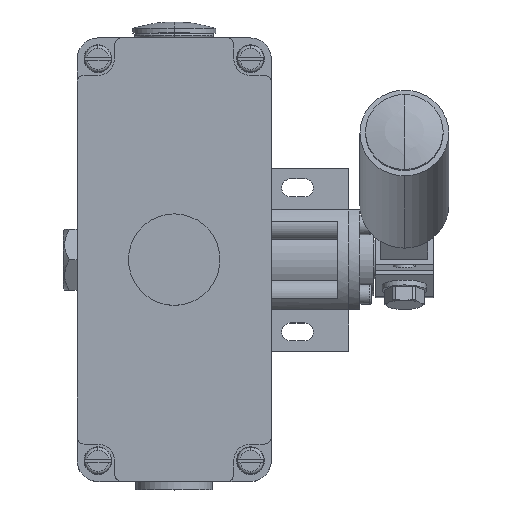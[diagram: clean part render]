
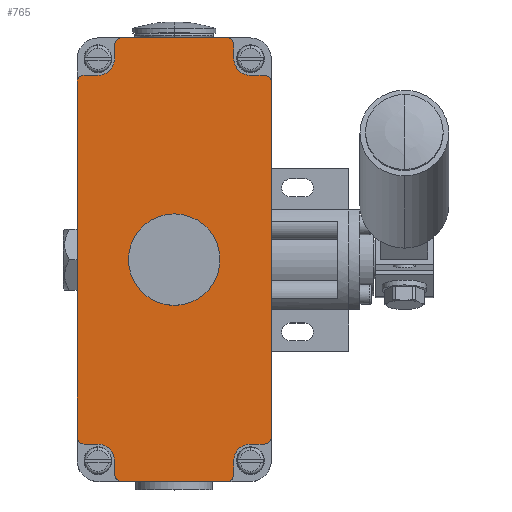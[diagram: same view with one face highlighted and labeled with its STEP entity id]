
A CAD part, top view. The second image highlights one B-rep face of the part: STEP entity #765.
In plain terms, the highlighted planar face has unit normal (0, 0, 1).
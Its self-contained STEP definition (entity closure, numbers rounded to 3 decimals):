
#765=ADVANCED_FACE('',(#1673,#1674),#1675,.T.);
#1673=FACE_OUTER_BOUND('',#2721,.T.);
#1674=FACE_BOUND('',#2722,.T.);
#1675=PLANE('',#2723);
#2721=EDGE_LOOP('',(#4958,#4959,#4960,#4961,#4962,#4963,#4964,#4965,#4966,#4967,#4968,#4969,#4970,#4971,#4972,#4973,#4974,#4975,#4976,#4977,#4978,#4979,#4980,#4981));
#2722=EDGE_LOOP('',(#4982,#4983));
#2723=AXIS2_PLACEMENT_3D('',#4984,#4985,#4986);
#4958=ORIENTED_EDGE('',*,*,#6881,.T.);
#4959=ORIENTED_EDGE('',*,*,#6942,.F.);
#4960=ORIENTED_EDGE('',*,*,#6877,.T.);
#4961=ORIENTED_EDGE('',*,*,#6874,.T.);
#4962=ORIENTED_EDGE('',*,*,#6871,.T.);
#4963=ORIENTED_EDGE('',*,*,#6932,.T.);
#4964=ORIENTED_EDGE('',*,*,#6929,.T.);
#4965=ORIENTED_EDGE('',*,*,#6951,.F.);
#4966=ORIENTED_EDGE('',*,*,#6925,.T.);
#4967=ORIENTED_EDGE('',*,*,#6922,.T.);
#4968=ORIENTED_EDGE('',*,*,#6919,.T.);
#4969=ORIENTED_EDGE('',*,*,#6916,.T.);
#4970=ORIENTED_EDGE('',*,*,#6913,.T.);
#4971=ORIENTED_EDGE('',*,*,#6945,.F.);
#4972=ORIENTED_EDGE('',*,*,#6909,.T.);
#4973=ORIENTED_EDGE('',*,*,#6906,.T.);
#4974=ORIENTED_EDGE('',*,*,#6903,.T.);
#4975=ORIENTED_EDGE('',*,*,#6900,.T.);
#4976=ORIENTED_EDGE('',*,*,#6897,.T.);
#4977=ORIENTED_EDGE('',*,*,#6937,.F.);
#4978=ORIENTED_EDGE('',*,*,#6893,.T.);
#4979=ORIENTED_EDGE('',*,*,#6890,.T.);
#4980=ORIENTED_EDGE('',*,*,#6887,.T.);
#4981=ORIENTED_EDGE('',*,*,#6884,.T.);
#4982=ORIENTED_EDGE('',*,*,#6656,.T.);
#4983=ORIENTED_EDGE('',*,*,#6309,.T.);
#4984=CARTESIAN_POINT('',(40.0,83.0,60.0));
#4985=DIRECTION('',(0.0,0.0,1.0));
#4986=DIRECTION('',(0.0,-1.0,0.0));
#6309=EDGE_CURVE('',#7588,#7585,#7589,.T.);
#6656=EDGE_CURVE('',#7585,#7588,#8093,.T.);
#6871=EDGE_CURVE('',#8415,#8413,#8416,.T.);
#6874=EDGE_CURVE('',#8419,#8415,#8420,.T.);
#6877=EDGE_CURVE('',#8423,#8419,#8424,.T.);
#6881=EDGE_CURVE('',#8429,#8427,#8430,.T.);
#6884=EDGE_CURVE('',#8433,#8429,#8434,.T.);
#6887=EDGE_CURVE('',#8437,#8433,#8438,.T.);
#6890=EDGE_CURVE('',#8441,#8437,#8442,.T.);
#6893=EDGE_CURVE('',#8445,#8441,#8446,.T.);
#6897=EDGE_CURVE('',#8451,#8449,#8452,.T.);
#6900=EDGE_CURVE('',#8455,#8451,#8456,.T.);
#6903=EDGE_CURVE('',#8459,#8455,#8460,.T.);
#6906=EDGE_CURVE('',#8463,#8459,#8464,.T.);
#6909=EDGE_CURVE('',#8467,#8463,#8468,.T.);
#6913=EDGE_CURVE('',#8473,#8471,#8474,.T.);
#6916=EDGE_CURVE('',#8477,#8473,#8478,.T.);
#6919=EDGE_CURVE('',#8481,#8477,#8482,.T.);
#6922=EDGE_CURVE('',#8485,#8481,#8486,.T.);
#6925=EDGE_CURVE('',#8489,#8485,#8490,.T.);
#6929=EDGE_CURVE('',#8495,#8493,#8496,.T.);
#6932=EDGE_CURVE('',#8413,#8495,#8499,.T.);
#6937=EDGE_CURVE('',#8445,#8449,#8504,.T.);
#6942=EDGE_CURVE('',#8423,#8427,#8509,.T.);
#6945=EDGE_CURVE('',#8467,#8471,#8512,.T.);
#6951=EDGE_CURVE('',#8489,#8493,#8518,.T.);
#7585=VERTEX_POINT('',#9435);
#7588=VERTEX_POINT('',#9439);
#7589=CIRCLE('',#9440,16.5);
#8093=CIRCLE('',#10339,16.5);
#8413=VERTEX_POINT('',#10848);
#8415=VERTEX_POINT('',#10851);
#8416=CIRCLE('',#10852,6.);
#8419=VERTEX_POINT('',#10856);
#8420=LINE('',#10857,#10858);
#8423=VERTEX_POINT('',#10862);
#8424=CIRCLE('',#10863,2.5);
#8427=VERTEX_POINT('',#10867);
#8429=VERTEX_POINT('',#10870);
#8430=CIRCLE('',#10871,2.5);
#8433=VERTEX_POINT('',#10875);
#8434=LINE('',#10876,#10877);
#8437=VERTEX_POINT('',#10881);
#8438=CIRCLE('',#10882,6.);
#8441=VERTEX_POINT('',#10886);
#8442=LINE('',#10887,#10888);
#8445=VERTEX_POINT('',#10892);
#8446=CIRCLE('',#10893,2.5);
#8449=VERTEX_POINT('',#10897);
#8451=VERTEX_POINT('',#10900);
#8452=CIRCLE('',#10901,2.5);
#8455=VERTEX_POINT('',#10905);
#8456=LINE('',#10906,#10907);
#8459=VERTEX_POINT('',#10911);
#8460=CIRCLE('',#10912,6.);
#8463=VERTEX_POINT('',#10916);
#8464=LINE('',#10917,#10918);
#8467=VERTEX_POINT('',#10922);
#8468=CIRCLE('',#10923,2.5);
#8471=VERTEX_POINT('',#10927);
#8473=VERTEX_POINT('',#10930);
#8474=CIRCLE('',#10931,2.5);
#8477=VERTEX_POINT('',#10935);
#8478=LINE('',#10936,#10937);
#8481=VERTEX_POINT('',#10941);
#8482=CIRCLE('',#10942,6.);
#8485=VERTEX_POINT('',#10946);
#8486=LINE('',#10947,#10948);
#8489=VERTEX_POINT('',#10952);
#8490=CIRCLE('',#10953,2.5);
#8493=VERTEX_POINT('',#10957);
#8495=VERTEX_POINT('',#10960);
#8496=CIRCLE('',#10961,2.5);
#8499=LINE('',#10965,#10966);
#8504=LINE('',#10973,#10974);
#8509=LINE('',#10981,#10982);
#8512=LINE('',#10986,#10987);
#8518=LINE('',#10996,#10997);
#9435=CARTESIAN_POINT('',(40.0,66.5,60.0));
#9439=CARTESIAN_POINT('',(40.0,99.5,60.0));
#9440=AXIS2_PLACEMENT_3D('',#12101,#12102,#12103);
#10339=AXIS2_PLACEMENT_3D('',#12554,#12555,#12556);
#10848=CARTESIAN_POINT('',(12.5,149.5,60.0));
#10851=CARTESIAN_POINT('',(18.5,155.5,60.0));
#10852=AXIS2_PLACEMENT_3D('',#12825,#12826,#12827);
#10856=CARTESIAN_POINT('',(18.5,160.5,60.0));
#10857=CARTESIAN_POINT('',(18.5,120.5,60.0));
#10858=VECTOR('',#12829,1.0);
#10862=CARTESIAN_POINT('',(21.0,163.0,60.0));
#10863=AXIS2_PLACEMENT_3D('',#12831,#12832,#12833);
#10867=CARTESIAN_POINT('',(59.,163.0,60.0));
#10870=CARTESIAN_POINT('',(61.5,160.5,60.0));
#10871=AXIS2_PLACEMENT_3D('',#12836,#12837,#12838);
#10875=CARTESIAN_POINT('',(61.5,155.5,60.0));
#10876=CARTESIAN_POINT('',(61.5,120.5,60.0));
#10877=VECTOR('',#12840,1.0);
#10881=CARTESIAN_POINT('',(67.5,149.5,60.0));
#10882=AXIS2_PLACEMENT_3D('',#12842,#12843,#12844);
#10886=CARTESIAN_POINT('',(72.5,149.5,60.0));
#10887=CARTESIAN_POINT('',(55.,149.5,60.0));
#10888=VECTOR('',#12846,1.0);
#10892=CARTESIAN_POINT('',(75.0,147.0,60.0));
#10893=AXIS2_PLACEMENT_3D('',#12848,#12849,#12850);
#10897=CARTESIAN_POINT('',(75.0,19.,60.0));
#10900=CARTESIAN_POINT('',(72.5,16.5,60.0));
#10901=AXIS2_PLACEMENT_3D('',#12853,#12854,#12855);
#10905=CARTESIAN_POINT('',(67.5,16.5,60.0));
#10906=CARTESIAN_POINT('',(55.,16.5,60.0));
#10907=VECTOR('',#12857,1.0);
#10911=CARTESIAN_POINT('',(61.5,10.5,60.0));
#10912=AXIS2_PLACEMENT_3D('',#12859,#12860,#12861);
#10916=CARTESIAN_POINT('',(61.5,5.5,60.0));
#10917=CARTESIAN_POINT('',(61.5,45.5,60.0));
#10918=VECTOR('',#12863,1.0);
#10922=CARTESIAN_POINT('',(59.0,3.0,60.0));
#10923=AXIS2_PLACEMENT_3D('',#12865,#12866,#12867);
#10927=CARTESIAN_POINT('',(21.,3.0,60.0));
#10930=CARTESIAN_POINT('',(18.5,5.5,60.0));
#10931=AXIS2_PLACEMENT_3D('',#12870,#12871,#12872);
#10935=CARTESIAN_POINT('',(18.5,10.5,60.0));
#10936=CARTESIAN_POINT('',(18.5,45.5,60.0));
#10937=VECTOR('',#12874,1.0);
#10941=CARTESIAN_POINT('',(12.5,16.5,60.0));
#10942=AXIS2_PLACEMENT_3D('',#12876,#12877,#12878);
#10946=CARTESIAN_POINT('',(7.5,16.5,60.0));
#10947=CARTESIAN_POINT('',(25.,16.5,60.0));
#10948=VECTOR('',#12880,1.0);
#10952=CARTESIAN_POINT('',(5.0,19.0,60.0));
#10953=AXIS2_PLACEMENT_3D('',#12882,#12883,#12884);
#10957=CARTESIAN_POINT('',(5.0,147.,60.0));
#10960=CARTESIAN_POINT('',(7.5,149.5,60.0));
#10961=AXIS2_PLACEMENT_3D('',#12887,#12888,#12889);
#10965=CARTESIAN_POINT('',(25.0,149.5,60.0));
#10966=VECTOR('',#12891,1.0);
#10973=CARTESIAN_POINT('',(75.0,10.5,60.0));
#10974=VECTOR('',#12894,1.0);
#10981=CARTESIAN_POINT('',(67.5,163.0,60.0));
#10982=VECTOR('',#12897,1.0);
#10986=CARTESIAN_POINT('',(12.5,3.0,60.0));
#10987=VECTOR('',#12899,1.0);
#10996=CARTESIAN_POINT('',(5.0,155.5,60.0));
#10997=VECTOR('',#12903,1.0);
#12101=CARTESIAN_POINT('',(40.0,83.0,60.0));
#12102=DIRECTION('',(-0.0,0.0,-1.0));
#12103=DIRECTION('',(0.,-1.0,0.0));
#12554=CARTESIAN_POINT('',(40.0,83.0,60.0));
#12555=DIRECTION('',(-0.0,0.0,-1.0));
#12556=DIRECTION('',(0.,-1.0,0.0));
#12825=CARTESIAN_POINT('',(12.5,155.5,60.0));
#12826=DIRECTION('',(0.0,0.0,-1.0));
#12827=DIRECTION('',(0.,-1.0,0.0));
#12829=DIRECTION('',(0.0,-1.0,0.0));
#12831=CARTESIAN_POINT('',(21.,160.5,60.0));
#12832=DIRECTION('',(0.0,-0.0,1.0));
#12833=DIRECTION('',(0.,1.0,0.0));
#12836=CARTESIAN_POINT('',(59.,160.5,60.0));
#12837=DIRECTION('',(0.0,0.0,1.0));
#12838=DIRECTION('',(1.0,0.,0.0));
#12840=DIRECTION('',(0.0,1.0,0.0));
#12842=CARTESIAN_POINT('',(67.5,155.5,60.0));
#12843=DIRECTION('',(-0.0,0.0,-1.0));
#12844=DIRECTION('',(-1.0,0.,0.0));
#12846=DIRECTION('',(-1.0,-0.0,0.0));
#12848=CARTESIAN_POINT('',(72.5,147.,60.0));
#12849=DIRECTION('',(0.0,0.0,1.0));
#12850=DIRECTION('',(1.0,0.,0.0));
#12853=CARTESIAN_POINT('',(72.5,19.,60.0));
#12854=DIRECTION('',(0.0,0.0,1.0));
#12855=DIRECTION('',(0.,-1.0,0.0));
#12857=DIRECTION('',(1.0,0.0,0.0));
#12859=CARTESIAN_POINT('',(67.5,10.5,60.0));
#12860=DIRECTION('',(0.0,0.0,-1.0));
#12861=DIRECTION('',(0.,1.0,0.0));
#12863=DIRECTION('',(0.0,1.0,0.0));
#12865=CARTESIAN_POINT('',(59.,5.5,60.0));
#12866=DIRECTION('',(0.0,0.0,1.0));
#12867=DIRECTION('',(0.,-1.0,0.0));
#12870=CARTESIAN_POINT('',(21.,5.5,60.0));
#12871=DIRECTION('',(0.0,0.0,1.0));
#12872=DIRECTION('',(-1.0,0.,0.0));
#12874=DIRECTION('',(0.0,-1.0,0.0));
#12876=CARTESIAN_POINT('',(12.5,10.5,60.0));
#12877=DIRECTION('',(0.0,0.0,-1.0));
#12878=DIRECTION('',(1.0,0.,0.0));
#12880=DIRECTION('',(1.0,0.0,0.0));
#12882=CARTESIAN_POINT('',(7.5,19.,60.0));
#12883=DIRECTION('',(0.0,0.0,1.0));
#12884=DIRECTION('',(-1.0,0.,0.0));
#12887=CARTESIAN_POINT('',(7.5,147.,60.0));
#12888=DIRECTION('',(0.0,-0.0,1.0));
#12889=DIRECTION('',(0.,1.0,0.0));
#12891=DIRECTION('',(-1.0,-0.0,0.0));
#12894=DIRECTION('',(0.0,-1.0,0.0));
#12897=DIRECTION('',(1.0,0.0,0.0));
#12899=DIRECTION('',(-1.0,0.0,0.0));
#12903=DIRECTION('',(0.0,1.0,0.0));
